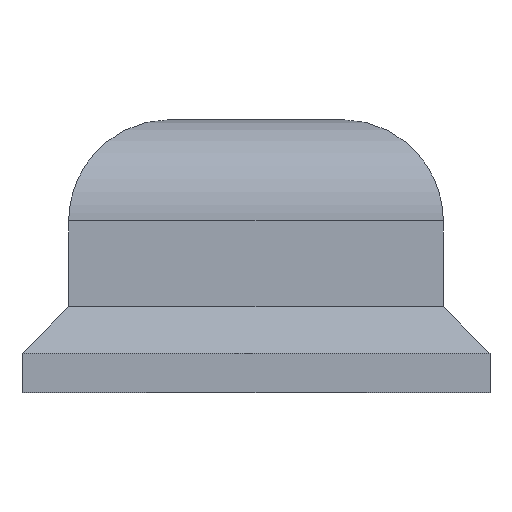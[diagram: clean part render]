
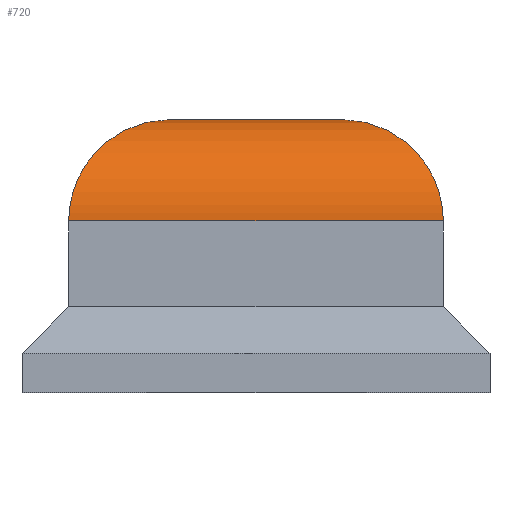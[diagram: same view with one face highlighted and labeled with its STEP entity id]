
A CAD part, front view. The second image highlights one B-rep face of the part: STEP entity #720.
In plain terms, the highlighted cylindrical face has radius 1.3 mm (diameter 2.6 mm), a partial arc.
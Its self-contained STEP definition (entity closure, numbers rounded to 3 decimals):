
#24=ELLIPSE('',#766,1.838,1.3);
#25=ELLIPSE('',#767,1.838,1.3);
#32=CYLINDRICAL_SURFACE('',#765,1.3);
#46=FACE_OUTER_BOUND('',#89,.T.);
#89=EDGE_LOOP('',(#495,#496,#497,#498));
#144=LINE('',#1064,#232);
#145=LINE('',#1068,#233);
#232=VECTOR('',#851,10.);
#233=VECTOR('',#854,10.);
#314=VERTEX_POINT('',#1062);
#315=VERTEX_POINT('',#1063);
#316=VERTEX_POINT('',#1065);
#317=VERTEX_POINT('',#1067);
#384=EDGE_CURVE('',#314,#315,#144,.T.);
#385=EDGE_CURVE('',#315,#316,#24,.T.);
#386=EDGE_CURVE('',#316,#317,#145,.T.);
#387=EDGE_CURVE('',#314,#317,#25,.T.);
#495=ORIENTED_EDGE('',*,*,#384,.T.);
#496=ORIENTED_EDGE('',*,*,#385,.T.);
#497=ORIENTED_EDGE('',*,*,#386,.T.);
#498=ORIENTED_EDGE('',*,*,#387,.F.);
#720=ADVANCED_FACE('',(#46),#32,.T.);
#765=AXIS2_PLACEMENT_3D('',#1061,#849,#850);
#766=AXIS2_PLACEMENT_3D('',#1066,#852,#853);
#767=AXIS2_PLACEMENT_3D('',#1069,#855,#856);
#849=DIRECTION('center_axis',(1.,0.,0.));
#850=DIRECTION('ref_axis',(0.,-0.707,0.707));
#851=DIRECTION('',(-1.,0.,0.));
#852=DIRECTION('center_axis',(0.707,-0.707,0.));
#853=DIRECTION('ref_axis',(-0.707,-0.707,0.));
#854=DIRECTION('',(1.,0.,0.));
#855=DIRECTION('center_axis',(0.707,0.707,0.));
#856=DIRECTION('ref_axis',(0.707,-0.707,0.));
#1061=CARTESIAN_POINT('Origin',(-26.115,-15.8,8.512));
#1062=CARTESIAN_POINT('',(-26.215,-15.8,9.812));
#1063=CARTESIAN_POINT('',(-28.415,-15.8,9.812));
#1064=CARTESIAN_POINT('',(-26.115,-15.8,9.812));
#1065=CARTESIAN_POINT('',(-29.715,-17.1,8.512));
#1066=CARTESIAN_POINT('Origin',(-28.415,-15.8,8.512));
#1067=CARTESIAN_POINT('',(-24.915,-17.1,8.512));
#1068=CARTESIAN_POINT('',(-26.115,-17.1,8.512));
#1069=CARTESIAN_POINT('Origin',(-26.215,-15.8,8.512));
